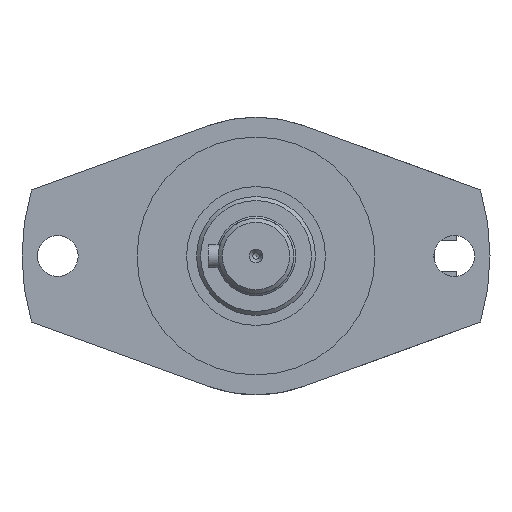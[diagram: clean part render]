
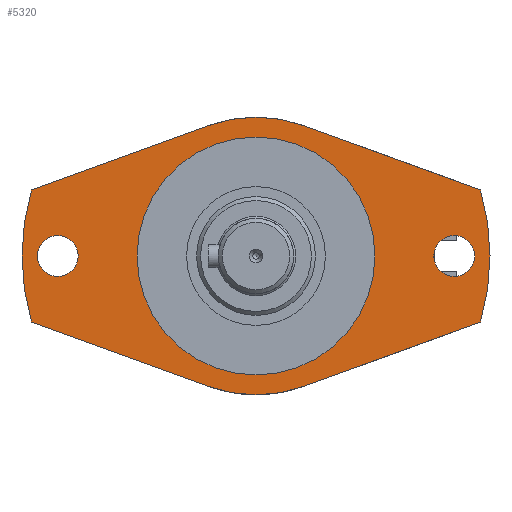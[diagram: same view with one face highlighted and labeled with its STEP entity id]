
A CAD part, left-side view. The second image highlights one B-rep face of the part: STEP entity #5320.
In plain terms, the highlighted planar face has unit normal (-1, 0, 0).
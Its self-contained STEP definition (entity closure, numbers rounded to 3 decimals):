
#5009=CARTESIAN_POINT('',(47.,11.971,32.889));
#5010=VERTEX_POINT('',#5009);
#5017=CARTESIAN_POINT('',(47.,-11.971,32.889));
#5018=VERTEX_POINT('',#5017);
#5019=CARTESIAN_POINT('',(47.,0.,0.));
#5020=DIRECTION('',(-1.0,0.,0.));
#5021=DIRECTION('',(0.,0.342,-0.94));
#5022=AXIS2_PLACEMENT_3D('',#5019,#5020,#5021);
#5023=CIRCLE('',#5022,35.);
#5024=EDGE_CURVE('',#5018,#5010,#5023,.T.);
#5043=CARTESIAN_POINT('',(47.,-11.971,-32.889));
#5044=VERTEX_POINT('',#5043);
#5051=CARTESIAN_POINT('',(47.,11.971,-32.889));
#5052=VERTEX_POINT('',#5051);
#5053=CARTESIAN_POINT('',(47.,0.,0.));
#5054=DIRECTION('',(-1.0,0.,0.));
#5055=DIRECTION('',(0.,-0.342,0.94));
#5056=AXIS2_PLACEMENT_3D('',#5053,#5054,#5055);
#5057=CIRCLE('',#5056,35.0);
#5058=EDGE_CURVE('',#5052,#5044,#5057,.T.);
#5080=CARTESIAN_POINT('',(47.0,-50.0,5.15));
#5081=VERTEX_POINT('',#5080);
#5082=CARTESIAN_POINT('',(47.0,-50.0,0.));
#5083=DIRECTION('',(1.0,0.0,0.0));
#5084=DIRECTION('',(0.0,0.0,-1.0));
#5085=AXIS2_PLACEMENT_3D('',#5082,#5083,#5084);
#5086=CIRCLE('',#5085,5.15);
#5087=EDGE_CURVE('',#5081,#5081,#5086,.T.);
#5108=CARTESIAN_POINT('',(47.0,50.0,5.15));
#5109=VERTEX_POINT('',#5108);
#5110=CARTESIAN_POINT('',(47.0,50.0,0.));
#5111=DIRECTION('',(1.0,0.0,0.0));
#5112=DIRECTION('',(0.0,0.0,-1.0));
#5113=AXIS2_PLACEMENT_3D('',#5110,#5111,#5112);
#5114=CIRCLE('',#5113,5.15);
#5115=EDGE_CURVE('',#5109,#5109,#5114,.T.);
#5136=CARTESIAN_POINT('',(47.,-56.604,-16.644));
#5137=VERTEX_POINT('',#5136);
#5146=CARTESIAN_POINT('',(47.,-11.971,-32.889));
#5147=DIRECTION('',(0.0,-0.94,0.342));
#5148=VECTOR('',#5147,47.497);
#5149=LINE('',#5146,#5148);
#5150=EDGE_CURVE('',#5044,#5137,#5149,.T.);
#5176=CARTESIAN_POINT('',(47.,-56.604,16.644));
#5177=VERTEX_POINT('',#5176);
#5178=CARTESIAN_POINT('',(47.,-56.604,16.644));
#5179=DIRECTION('',(0.0,0.94,0.342));
#5180=VECTOR('',#5179,47.497);
#5181=LINE('',#5178,#5180);
#5182=EDGE_CURVE('',#5177,#5018,#5181,.T.);
#5206=CARTESIAN_POINT('',(47.,56.604,16.644));
#5207=VERTEX_POINT('',#5206);
#5214=CARTESIAN_POINT('',(47.,11.971,32.889));
#5215=DIRECTION('',(0.0,0.94,-0.342));
#5216=VECTOR('',#5215,47.497);
#5217=LINE('',#5214,#5216);
#5218=EDGE_CURVE('',#5010,#5207,#5217,.T.);
#5231=CARTESIAN_POINT('',(47.,56.604,-16.644));
#5232=VERTEX_POINT('',#5231);
#5246=CARTESIAN_POINT('',(47.,56.604,-16.644));
#5247=DIRECTION('',(0.0,-0.94,-0.342));
#5248=VECTOR('',#5247,47.497);
#5249=LINE('',#5246,#5248);
#5250=EDGE_CURVE('',#5232,#5052,#5249,.T.);
#5276=CARTESIAN_POINT('',(47.,44.5,0.));
#5277=DIRECTION('',(-1.0,0.0,0.0));
#5278=DIRECTION('',(0.0,0.0,1.0));
#5279=AXIS2_PLACEMENT_3D('',#5276,#5277,#5278);
#5280=PLANE('',#5279);
#5281=ORIENTED_EDGE('',*,*,#5250,.T.);
#5282=ORIENTED_EDGE('',*,*,#5058,.T.);
#5283=ORIENTED_EDGE('',*,*,#5150,.T.);
#5284=CARTESIAN_POINT('',(47.,0.,0.));
#5285=DIRECTION('',(1.0,0.0,0.0));
#5286=DIRECTION('',(0.0,1.0,0.0));
#5287=AXIS2_PLACEMENT_3D('',#5284,#5285,#5286);
#5288=CIRCLE('',#5287,59.0);
#5289=EDGE_CURVE('',#5177,#5137,#5288,.T.);
#5290=ORIENTED_EDGE('',*,*,#5289,.F.);
#5291=ORIENTED_EDGE('',*,*,#5182,.T.);
#5292=ORIENTED_EDGE('',*,*,#5024,.T.);
#5293=ORIENTED_EDGE('',*,*,#5218,.T.);
#5294=CARTESIAN_POINT('',(47.,0.,0.));
#5295=DIRECTION('',(1.0,0.0,0.0));
#5296=DIRECTION('',(0.0,1.0,0.0));
#5297=AXIS2_PLACEMENT_3D('',#5294,#5295,#5296);
#5298=CIRCLE('',#5297,59.0);
#5299=EDGE_CURVE('',#5232,#5207,#5298,.T.);
#5300=ORIENTED_EDGE('',*,*,#5299,.F.);
#5301=EDGE_LOOP('',(#5281,#5282,#5283,#5290,#5291,#5292,#5293,#5300));
#5302=FACE_OUTER_BOUND('',#5301,.T.);
#5303=ORIENTED_EDGE('',*,*,#5087,.T.);
#5304=EDGE_LOOP('',(#5303));
#5305=FACE_BOUND('',#5304,.T.);
#5306=ORIENTED_EDGE('',*,*,#5115,.T.);
#5307=EDGE_LOOP('',(#5306));
#5308=FACE_BOUND('',#5307,.T.);
#5309=CARTESIAN_POINT('',(47.,30.0,0.));
#5310=VERTEX_POINT('',#5309);
#5311=CARTESIAN_POINT('',(47.,0.,0.));
#5312=DIRECTION('',(1.0,0.0,0.0));
#5313=DIRECTION('',(0.0,1.0,0.0));
#5314=AXIS2_PLACEMENT_3D('',#5311,#5312,#5313);
#5315=CIRCLE('',#5314,30.0);
#5316=EDGE_CURVE('',#5310,#5310,#5315,.T.);
#5317=ORIENTED_EDGE('',*,*,#5316,.T.);
#5318=EDGE_LOOP('',(#5317));
#5319=FACE_BOUND('',#5318,.T.);
#5320=ADVANCED_FACE('',(#5302,#5305,#5308,#5319),#5280,.T.);
